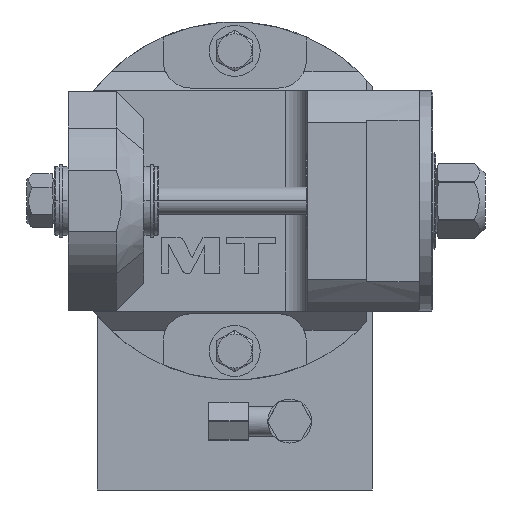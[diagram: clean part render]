
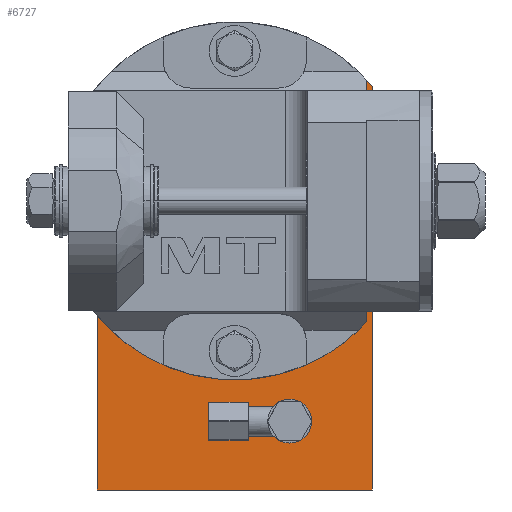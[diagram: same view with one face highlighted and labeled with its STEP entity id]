
A CAD part, left-side view. The second image highlights one B-rep face of the part: STEP entity #6727.
In plain terms, the highlighted planar face has unit normal (-1, 0, 0).
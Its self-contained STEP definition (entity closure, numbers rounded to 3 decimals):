
#127=DIRECTION('',(0.,0.,-1.));
#128=VECTOR('',#127,63.467);
#129=CARTESIAN_POINT('',(-20.,50.,-41.533));
#130=LINE('',#129,#128);
#173=CARTESIAN_POINT('',(-20.,0.,0.));
#174=DIRECTION('',(1.,0.,0.));
#175=DIRECTION('',(0.,-0.738,0.674));
#176=AXIS2_PLACEMENT_3D('',#173,#174,#175);
#178=CARTESIAN_POINT('',(-20.,-20.,-80.));
#179=DIRECTION('',(-1.,0.,0.));
#180=DIRECTION('',(0.,0.,1.));
#181=AXIS2_PLACEMENT_3D('',#178,#179,#180);
#183=CARTESIAN_POINT('',(-20.,-20.,-80.));
#184=DIRECTION('',(-1.,0.,0.));
#185=DIRECTION('',(0.,0.,-1.));
#186=AXIS2_PLACEMENT_3D('',#183,#184,#185);
#208=DIRECTION('',(0.,0.,1.));
#209=VECTOR('',#208,87.658);
#210=CARTESIAN_POINT('',(-20.,-48.,-43.829));
#211=LINE('',#210,#209);
#212=CARTESIAN_POINT('',(-20.,0.,0.));
#213=DIRECTION('',(-1.,0.,0.));
#214=DIRECTION('',(0.,0.769,-0.639));
#215=AXIS2_PLACEMENT_3D('',#212,#213,#214);
#2770=DIRECTION('',(0.,0.,1.));
#2771=VECTOR('',#2770,146.533);
#2772=CARTESIAN_POINT('',(-20.,-50.,-105.));
#2773=LINE('',#2772,#2771);
#2919=DIRECTION('',(0.,-1.,0.));
#2920=VECTOR('',#2919,100.);
#2921=CARTESIAN_POINT('',(-20.,50.,-105.));
#2922=LINE('',#2921,#2920);
#5766=CARTESIAN_POINT('',(-20.,50.,-105.));
#5768=VERTEX_POINT('',#5766);
#5770=CARTESIAN_POINT('',(-20.,-50.,-105.));
#5772=VERTEX_POINT('',#5770);
#5838=CARTESIAN_POINT('',(-20.,-50.,41.533));
#5840=VERTEX_POINT('',#5838);
#5934=CARTESIAN_POINT('',(-20.,-48.,-43.829));
#5935=CARTESIAN_POINT('',(-20.,-48.,43.829));
#5936=VERTEX_POINT('',#5934);
#5937=VERTEX_POINT('',#5935);
#5938=CARTESIAN_POINT('',(-20.,50.,-41.533));
#5940=VERTEX_POINT('',#5938);
#6368=CARTESIAN_POINT('',(-20.,-20.,-73.05));
#6369=CARTESIAN_POINT('',(-20.,-20.,-86.95));
#6370=VERTEX_POINT('',#6368);
#6371=VERTEX_POINT('',#6369);
#6704=CARTESIAN_POINT('',(-20.,50.,35.));
#6705=DIRECTION('',(-1.,0.,0.));
#6706=DIRECTION('',(0.,0.,-1.));
#6707=AXIS2_PLACEMENT_3D('',#6704,#6705,#6706);
#6708=PLANE('',#6707);
#6710=ORIENTED_EDGE('',*,*,#6709,.T.);
#6711=ORIENTED_EDGE('',*,*,#6626,.T.);
#6713=ORIENTED_EDGE('',*,*,#6712,.F.);
#6715=ORIENTED_EDGE('',*,*,#6714,.F.);
#6716=ORIENTED_EDGE('',*,*,#6676,.F.);
#6718=ORIENTED_EDGE('',*,*,#6717,.T.);
#6719=EDGE_LOOP('',(#6710,#6711,#6713,#6715,#6716,#6718));
#6720=FACE_OUTER_BOUND('',#6719,.F.);
#6722=ORIENTED_EDGE('',*,*,#6721,.T.);
#6724=ORIENTED_EDGE('',*,*,#6723,.T.);
#6725=EDGE_LOOP('',(#6722,#6724));
#6726=FACE_BOUND('',#6725,.F.);
#6727=ADVANCED_FACE('',(#6720,#6726),#6708,.T.);
#177=CIRCLE('',#176,65.);
#182=CIRCLE('',#181,6.95);
#187=CIRCLE('',#186,6.95);
#216=CIRCLE('',#215,65.);
#6626=EDGE_CURVE('',#5937,#5840,#177,.T.);
#6676=EDGE_CURVE('',#5940,#5768,#130,.T.);
#6709=EDGE_CURVE('',#5936,#5937,#211,.T.);
#6712=EDGE_CURVE('',#5772,#5840,#2773,.T.);
#6714=EDGE_CURVE('',#5768,#5772,#2922,.T.);
#6717=EDGE_CURVE('',#5940,#5936,#216,.T.);
#6721=EDGE_CURVE('',#6370,#6371,#182,.T.);
#6723=EDGE_CURVE('',#6371,#6370,#187,.T.);
